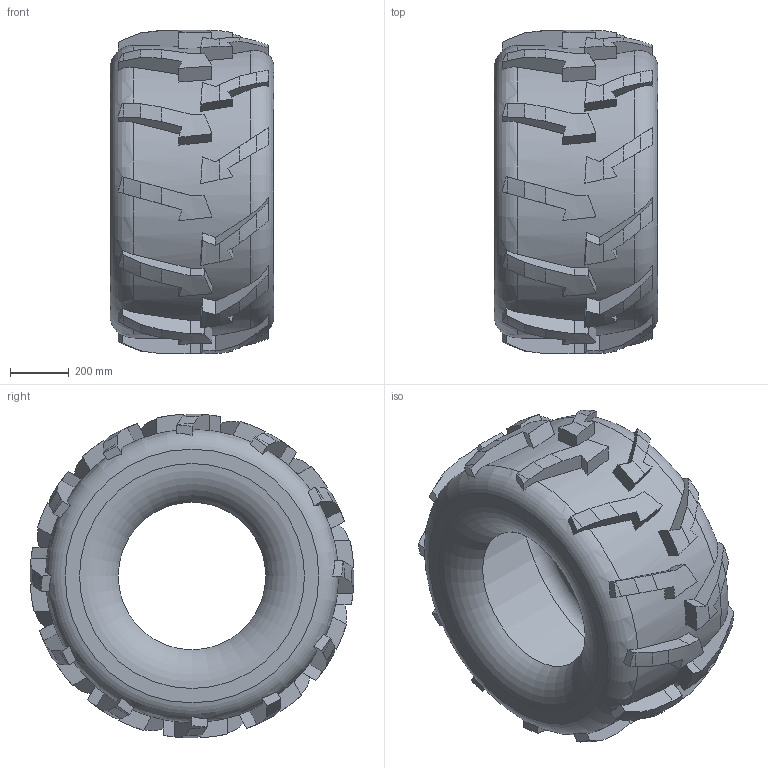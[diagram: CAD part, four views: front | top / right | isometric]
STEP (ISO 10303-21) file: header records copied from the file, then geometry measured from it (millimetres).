
FILE_DESCRIPTION(/* description */ ('Unknown'),/* implementation_level */ '2;1');
FILE_NAME(/* name */ 'Tire',/* time_stamp */ '2026-02-06T17:35:57+02:00',/* author */ ('Unknown'),/* organization */ ('Unknown'),/* preprocessor_version */ 'ST-DEVELOPER v20',/* originating_system */ 'Solid Edge',/* authorisation */ 'Unknown');
FILE_SCHEMA (('AUTOMOTIVE_DESIGN {1 0 10303 214 3 1 1}'));
Length unit declared in the file: millimetre
Products named in the file (1): Tire
Bounding box: 557.87 x 1105.07 x 1105.07 mm (x, y, z)
Volume: 95347536.5 mm3; surface area: 6046208.7 mm2
Topology: 1 solids, 1 shells, 280 faces, 820 edges, 544 vertices
Faces by surface type: plane 172, cone 74, cylinder 26, torus 8
Full cylindrical faces by diameter (mm): 940 x1, 1000 x1
Entity records: 11856 total; most frequent: CARTESIAN_POINT 2205, DIRECTION 1766, ORIENTED_EDGE 1612, EDGE_CURVE 806, AXIS2_PLACEMENT_3D 787, VERTEX_POINT 542, ELLIPSE 372, EDGE_LOOP 296
